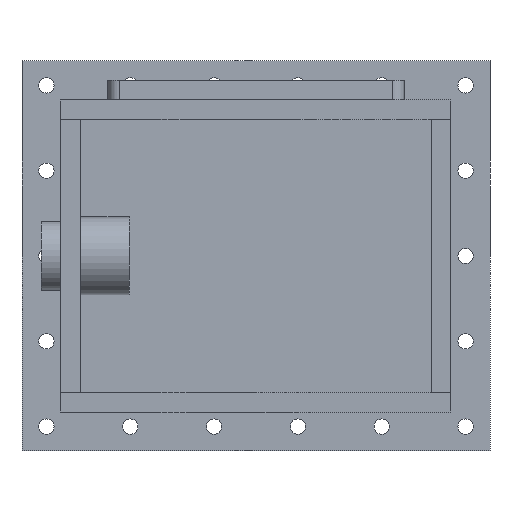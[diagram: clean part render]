
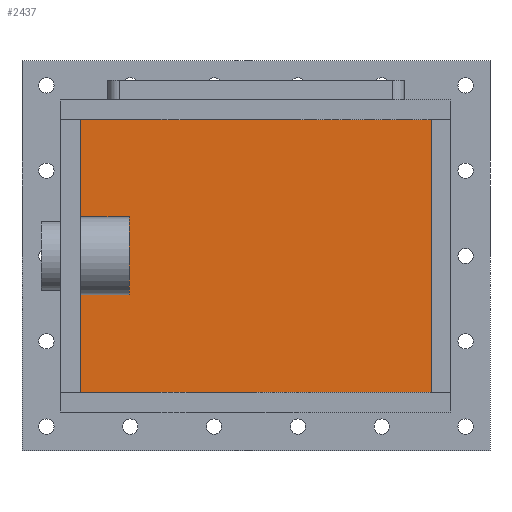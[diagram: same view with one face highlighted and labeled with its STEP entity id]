
A CAD part, front view. The second image highlights one B-rep face of the part: STEP entity #2437.
In plain terms, the highlighted planar face has unit normal (0, -1, 0).
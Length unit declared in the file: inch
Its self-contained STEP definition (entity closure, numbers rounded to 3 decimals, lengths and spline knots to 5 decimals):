
#171=FACE_BOUND('',#589,.T.);
#172=FACE_BOUND('',#590,.T.);
#173=FACE_BOUND('',#591,.T.);
#174=FACE_BOUND('',#592,.T.);
#175=FACE_BOUND('',#593,.T.);
#176=FACE_BOUND('',#594,.T.);
#177=FACE_BOUND('',#595,.T.);
#178=FACE_BOUND('',#596,.T.);
#179=FACE_BOUND('',#597,.T.);
#180=FACE_BOUND('',#598,.T.);
#181=FACE_BOUND('',#599,.T.);
#182=FACE_BOUND('',#600,.T.);
#183=FACE_BOUND('',#601,.T.);
#184=FACE_BOUND('',#602,.T.);
#185=FACE_BOUND('',#603,.T.);
#186=FACE_BOUND('',#604,.T.);
#187=FACE_BOUND('',#605,.T.);
#188=FACE_BOUND('',#606,.T.);
#251=PLANE('',#2816);
#378=FACE_OUTER_BOUND('',#588,.T.);
#588=EDGE_LOOP('',(#2225,#2226,#2227,#2228));
#589=EDGE_LOOP('',(#2229));
#590=EDGE_LOOP('',(#2230));
#591=EDGE_LOOP('',(#2231));
#592=EDGE_LOOP('',(#2232));
#593=EDGE_LOOP('',(#2233));
#594=EDGE_LOOP('',(#2234));
#595=EDGE_LOOP('',(#2235));
#596=EDGE_LOOP('',(#2236));
#597=EDGE_LOOP('',(#2237));
#598=EDGE_LOOP('',(#2238));
#599=EDGE_LOOP('',(#2239));
#600=EDGE_LOOP('',(#2240));
#601=EDGE_LOOP('',(#2241));
#602=EDGE_LOOP('',(#2242));
#603=EDGE_LOOP('',(#2243));
#604=EDGE_LOOP('',(#2244));
#605=EDGE_LOOP('',(#2245));
#606=EDGE_LOOP('',(#2246));
#779=LINE('',#4201,#963);
#783=LINE('',#4209,#967);
#786=LINE('',#4215,#970);
#789=LINE('',#4220,#973);
#963=VECTOR('',#3527,0.3937);
#967=VECTOR('',#3533,0.3937);
#970=VECTOR('',#3538,0.3937);
#973=VECTOR('',#3543,0.3937);
#1068=CIRCLE('',#2759,0.09843);
#1070=CIRCLE('',#2762,0.09843);
#1072=CIRCLE('',#2765,0.09843);
#1074=CIRCLE('',#2768,0.09843);
#1076=CIRCLE('',#2771,0.09843);
#1078=CIRCLE('',#2774,0.09843);
#1080=CIRCLE('',#2777,0.09843);
#1082=CIRCLE('',#2780,0.09843);
#1084=CIRCLE('',#2783,0.09843);
#1086=CIRCLE('',#2786,0.09843);
#1088=CIRCLE('',#2789,0.09843);
#1090=CIRCLE('',#2792,0.09843);
#1092=CIRCLE('',#2795,0.09843);
#1094=CIRCLE('',#2798,0.09843);
#1096=CIRCLE('',#2801,0.09843);
#1098=CIRCLE('',#2804,0.09843);
#1100=CIRCLE('',#2807,0.09843);
#1102=CIRCLE('',#2810,0.09843);
#1268=VERTEX_POINT('',#4093);
#1270=VERTEX_POINT('',#4099);
#1272=VERTEX_POINT('',#4105);
#1274=VERTEX_POINT('',#4111);
#1276=VERTEX_POINT('',#4117);
#1278=VERTEX_POINT('',#4123);
#1280=VERTEX_POINT('',#4129);
#1282=VERTEX_POINT('',#4135);
#1284=VERTEX_POINT('',#4141);
#1286=VERTEX_POINT('',#4147);
#1288=VERTEX_POINT('',#4153);
#1290=VERTEX_POINT('',#4159);
#1292=VERTEX_POINT('',#4165);
#1294=VERTEX_POINT('',#4171);
#1296=VERTEX_POINT('',#4177);
#1298=VERTEX_POINT('',#4183);
#1300=VERTEX_POINT('',#4189);
#1302=VERTEX_POINT('',#4195);
#1303=VERTEX_POINT('',#4199);
#1304=VERTEX_POINT('',#4200);
#1307=VERTEX_POINT('',#4208);
#1309=VERTEX_POINT('',#4214);
#1559=EDGE_CURVE('',#1268,#1268,#1068,.T.);
#1562=EDGE_CURVE('',#1270,#1270,#1070,.T.);
#1565=EDGE_CURVE('',#1272,#1272,#1072,.T.);
#1568=EDGE_CURVE('',#1274,#1274,#1074,.T.);
#1571=EDGE_CURVE('',#1276,#1276,#1076,.T.);
#1574=EDGE_CURVE('',#1278,#1278,#1078,.T.);
#1577=EDGE_CURVE('',#1280,#1280,#1080,.T.);
#1580=EDGE_CURVE('',#1282,#1282,#1082,.T.);
#1583=EDGE_CURVE('',#1284,#1284,#1084,.T.);
#1586=EDGE_CURVE('',#1286,#1286,#1086,.T.);
#1589=EDGE_CURVE('',#1288,#1288,#1088,.T.);
#1592=EDGE_CURVE('',#1290,#1290,#1090,.T.);
#1595=EDGE_CURVE('',#1292,#1292,#1092,.T.);
#1598=EDGE_CURVE('',#1294,#1294,#1094,.T.);
#1601=EDGE_CURVE('',#1296,#1296,#1096,.T.);
#1604=EDGE_CURVE('',#1298,#1298,#1098,.T.);
#1607=EDGE_CURVE('',#1300,#1300,#1100,.T.);
#1610=EDGE_CURVE('',#1302,#1302,#1102,.T.);
#1611=EDGE_CURVE('',#1303,#1304,#779,.T.);
#1615=EDGE_CURVE('',#1307,#1303,#783,.T.);
#1618=EDGE_CURVE('',#1309,#1307,#786,.T.);
#1621=EDGE_CURVE('',#1304,#1309,#789,.T.);
#2225=ORIENTED_EDGE('',*,*,#1621,.F.);
#2226=ORIENTED_EDGE('',*,*,#1611,.F.);
#2227=ORIENTED_EDGE('',*,*,#1615,.F.);
#2228=ORIENTED_EDGE('',*,*,#1618,.F.);
#2229=ORIENTED_EDGE('',*,*,#1610,.F.);
#2230=ORIENTED_EDGE('',*,*,#1607,.F.);
#2231=ORIENTED_EDGE('',*,*,#1604,.F.);
#2232=ORIENTED_EDGE('',*,*,#1601,.F.);
#2233=ORIENTED_EDGE('',*,*,#1598,.F.);
#2234=ORIENTED_EDGE('',*,*,#1595,.F.);
#2235=ORIENTED_EDGE('',*,*,#1592,.F.);
#2236=ORIENTED_EDGE('',*,*,#1589,.F.);
#2237=ORIENTED_EDGE('',*,*,#1586,.F.);
#2238=ORIENTED_EDGE('',*,*,#1583,.F.);
#2239=ORIENTED_EDGE('',*,*,#1580,.F.);
#2240=ORIENTED_EDGE('',*,*,#1577,.F.);
#2241=ORIENTED_EDGE('',*,*,#1574,.F.);
#2242=ORIENTED_EDGE('',*,*,#1571,.F.);
#2243=ORIENTED_EDGE('',*,*,#1568,.F.);
#2244=ORIENTED_EDGE('',*,*,#1565,.F.);
#2245=ORIENTED_EDGE('',*,*,#1562,.F.);
#2246=ORIENTED_EDGE('',*,*,#1559,.F.);
#2437=ADVANCED_FACE('',(#378,#171,#172,#173,#174,#175,#176,#177,#178,#179,
#180,#181,#182,#183,#184,#185,#186,#187,#188),#251,.F.);
#2759=AXIS2_PLACEMENT_3D('',#4095,#3404,#3405);
#2762=AXIS2_PLACEMENT_3D('',#4101,#3411,#3412);
#2765=AXIS2_PLACEMENT_3D('',#4107,#3418,#3419);
#2768=AXIS2_PLACEMENT_3D('',#4113,#3425,#3426);
#2771=AXIS2_PLACEMENT_3D('',#4119,#3432,#3433);
#2774=AXIS2_PLACEMENT_3D('',#4125,#3439,#3440);
#2777=AXIS2_PLACEMENT_3D('',#4131,#3446,#3447);
#2780=AXIS2_PLACEMENT_3D('',#4137,#3453,#3454);
#2783=AXIS2_PLACEMENT_3D('',#4143,#3460,#3461);
#2786=AXIS2_PLACEMENT_3D('',#4149,#3467,#3468);
#2789=AXIS2_PLACEMENT_3D('',#4155,#3474,#3475);
#2792=AXIS2_PLACEMENT_3D('',#4161,#3481,#3482);
#2795=AXIS2_PLACEMENT_3D('',#4167,#3488,#3489);
#2798=AXIS2_PLACEMENT_3D('',#4173,#3495,#3496);
#2801=AXIS2_PLACEMENT_3D('',#4179,#3502,#3503);
#2804=AXIS2_PLACEMENT_3D('',#4185,#3509,#3510);
#2807=AXIS2_PLACEMENT_3D('',#4191,#3516,#3517);
#2810=AXIS2_PLACEMENT_3D('',#4197,#3523,#3524);
#2816=AXIS2_PLACEMENT_3D('',#4223,#3547,#3548);
#3404=DIRECTION('center_axis',(0.,-1.,0.));
#3405=DIRECTION('ref_axis',(-1.,0.,0.));
#3411=DIRECTION('center_axis',(0.,-1.,0.));
#3412=DIRECTION('ref_axis',(-1.,0.,0.));
#3418=DIRECTION('center_axis',(0.,-1.,0.));
#3419=DIRECTION('ref_axis',(-1.,0.,0.));
#3425=DIRECTION('center_axis',(0.,-1.,0.));
#3426=DIRECTION('ref_axis',(-1.,0.,0.));
#3432=DIRECTION('center_axis',(0.,-1.,0.));
#3433=DIRECTION('ref_axis',(-1.,0.,0.));
#3439=DIRECTION('center_axis',(0.,-1.,0.));
#3440=DIRECTION('ref_axis',(-1.,0.,0.));
#3446=DIRECTION('center_axis',(0.,-1.,0.));
#3447=DIRECTION('ref_axis',(-1.,0.,0.));
#3453=DIRECTION('center_axis',(0.,-1.,0.));
#3454=DIRECTION('ref_axis',(-1.,0.,0.));
#3460=DIRECTION('center_axis',(0.,-1.,0.));
#3461=DIRECTION('ref_axis',(-1.,0.,0.));
#3467=DIRECTION('center_axis',(0.,-1.,0.));
#3468=DIRECTION('ref_axis',(-1.,0.,0.));
#3474=DIRECTION('center_axis',(0.,-1.,0.));
#3475=DIRECTION('ref_axis',(-1.,0.,0.));
#3481=DIRECTION('center_axis',(0.,-1.,0.));
#3482=DIRECTION('ref_axis',(-1.,0.,0.));
#3488=DIRECTION('center_axis',(0.,-1.,0.));
#3489=DIRECTION('ref_axis',(-1.,0.,0.));
#3495=DIRECTION('center_axis',(0.,-1.,0.));
#3496=DIRECTION('ref_axis',(-1.,0.,0.));
#3502=DIRECTION('center_axis',(0.,-1.,0.));
#3503=DIRECTION('ref_axis',(-1.,0.,0.));
#3509=DIRECTION('center_axis',(0.,-1.,0.));
#3510=DIRECTION('ref_axis',(-1.,0.,0.));
#3516=DIRECTION('center_axis',(0.,-1.,0.));
#3517=DIRECTION('ref_axis',(-1.,0.,0.));
#3523=DIRECTION('center_axis',(0.,-1.,0.));
#3524=DIRECTION('ref_axis',(-1.,0.,0.));
#3527=DIRECTION('',(1.,0.,0.));
#3533=DIRECTION('',(0.,0.,1.));
#3538=DIRECTION('',(-1.,0.,0.));
#3543=DIRECTION('',(0.,0.,-1.));
#3547=DIRECTION('center_axis',(0.,1.,0.));
#3548=DIRECTION('ref_axis',(-1.,0.,0.));
#4093=CARTESIAN_POINT('',(2.78593,3.25,2.1875));
#4095=CARTESIAN_POINT('Origin',(2.6875,3.25,2.1875));
#4099=CARTESIAN_POINT('',(-2.58907,3.25,1.09375));
#4101=CARTESIAN_POINT('Origin',(-2.6875,3.25,1.09375));
#4105=CARTESIAN_POINT('',(1.71093,3.25,-2.1875));
#4107=CARTESIAN_POINT('Origin',(1.6125,3.25,-2.1875));
#4111=CARTESIAN_POINT('',(-2.58907,3.25,2.1875));
#4113=CARTESIAN_POINT('Origin',(-2.6875,3.25,2.1875));
#4117=CARTESIAN_POINT('',(2.78593,3.25,1.09375));
#4119=CARTESIAN_POINT('Origin',(2.6875,3.25,1.09375));
#4123=CARTESIAN_POINT('',(-2.58907,3.25,0.));
#4125=CARTESIAN_POINT('Origin',(-2.6875,3.25,0.));
#4129=CARTESIAN_POINT('',(2.78593,3.25,-2.1875));
#4131=CARTESIAN_POINT('Origin',(2.6875,3.25,-2.1875));
#4135=CARTESIAN_POINT('',(0.63593,3.25,-2.1875));
#4137=CARTESIAN_POINT('Origin',(0.5375,3.25,-2.1875));
#4141=CARTESIAN_POINT('',(-2.58907,3.25,-2.1875));
#4143=CARTESIAN_POINT('Origin',(-2.6875,3.25,-2.1875));
#4147=CARTESIAN_POINT('',(2.78593,3.25,0.));
#4149=CARTESIAN_POINT('Origin',(2.6875,3.25,0.));
#4153=CARTESIAN_POINT('',(1.71093,3.25,2.1875));
#4155=CARTESIAN_POINT('Origin',(1.6125,3.25,2.1875));
#4159=CARTESIAN_POINT('',(2.78593,3.25,-1.09375));
#4161=CARTESIAN_POINT('Origin',(2.6875,3.25,-1.09375));
#4165=CARTESIAN_POINT('',(-0.43907,3.25,2.1875));
#4167=CARTESIAN_POINT('Origin',(-0.5375,3.25,2.1875));
#4171=CARTESIAN_POINT('',(-1.51407,3.25,2.1875));
#4173=CARTESIAN_POINT('Origin',(-1.6125,3.25,2.1875));
#4177=CARTESIAN_POINT('',(-0.43907,3.25,-2.1875));
#4179=CARTESIAN_POINT('Origin',(-0.5375,3.25,-2.1875));
#4183=CARTESIAN_POINT('',(-1.51407,3.25,-2.1875));
#4185=CARTESIAN_POINT('Origin',(-1.6125,3.25,-2.1875));
#4189=CARTESIAN_POINT('',(0.63593,3.25,2.1875));
#4191=CARTESIAN_POINT('Origin',(0.5375,3.25,2.1875));
#4195=CARTESIAN_POINT('',(-2.58907,3.25,-1.09375));
#4197=CARTESIAN_POINT('Origin',(-2.6875,3.25,-1.09375));
#4199=CARTESIAN_POINT('',(-2.875,3.25,2.375));
#4200=CARTESIAN_POINT('',(2.875,3.25,2.375));
#4201=CARTESIAN_POINT('',(-2.875,3.25,2.375));
#4208=CARTESIAN_POINT('',(-2.875,3.25,-2.375));
#4209=CARTESIAN_POINT('',(-2.875,3.25,-2.375));
#4214=CARTESIAN_POINT('',(2.875,3.25,-2.375));
#4215=CARTESIAN_POINT('',(2.875,3.25,-2.375));
#4220=CARTESIAN_POINT('',(2.875,3.25,2.375));
#4223=CARTESIAN_POINT('Origin',(0.,3.25,0.));
